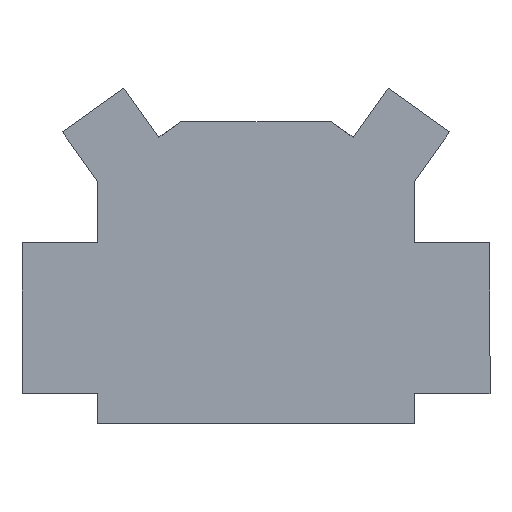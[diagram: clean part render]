
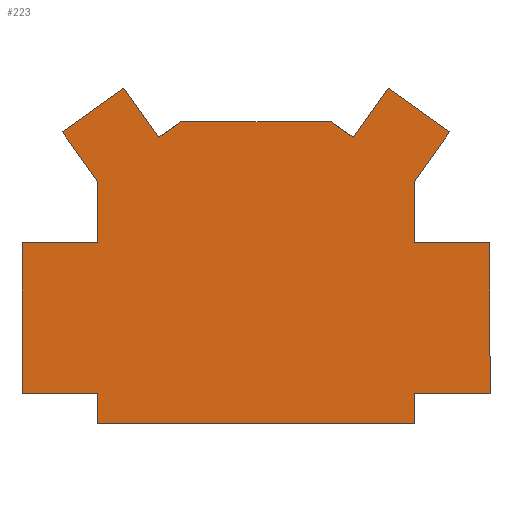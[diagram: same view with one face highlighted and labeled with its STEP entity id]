
A CAD part, front view. The second image highlights one B-rep face of the part: STEP entity #223.
In plain terms, the highlighted planar face has unit normal (0, -1, 0).
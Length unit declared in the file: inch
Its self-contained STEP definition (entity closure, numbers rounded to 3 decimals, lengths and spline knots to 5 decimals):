
#4 = ORIENTED_EDGE ( 'NONE', *, *, #145, .T. ) ;
#5 = ORIENTED_EDGE ( 'NONE', *, *, #144, .T. ) ;
#10 = ORIENTED_EDGE ( 'NONE', *, *, #158, .T. ) ;
#11 = ORIENTED_EDGE ( 'NONE', *, *, #160, .T. ) ;
#12 = ORIENTED_EDGE ( 'NONE', *, *, #149, .T. ) ;
#14 = ORIENTED_EDGE ( 'NONE', *, *, #129, .T. ) ;
#16 = ORIENTED_EDGE ( 'NONE', *, *, #151, .T. ) ;
#24 = ORIENTED_EDGE ( 'NONE', *, *, #146, .T. ) ;
#27 = ORIENTED_EDGE ( 'NONE', *, *, #148, .T. ) ;
#61 = CARTESIAN_POINT ( 'NONE',  ( -0.06429, 0., 0.0898 ) ) ;
#62 = CARTESIAN_POINT ( 'NONE',  ( -0.05, 0., 0.1 ) ) ;
#63 = CARTESIAN_POINT ( 'NONE',  ( 0.105, 0., -0.1 ) ) ;
#64 = CARTESIAN_POINT ( 'NONE',  ( 0.105, 0., -0.08 ) ) ;
#65 = CARTESIAN_POINT ( 'NONE',  ( 0.155, 0., -0.08 ) ) ;
#66 = CARTESIAN_POINT ( 'NONE',  ( 0.155, 0., 0.02 ) ) ;
#67 = CARTESIAN_POINT ( 'NONE',  ( 0.105, 0., 0.02 ) ) ;
#68 = CARTESIAN_POINT ( 'NONE',  ( 0.105, 0., 0.06077 ) ) ;
#69 = CARTESIAN_POINT ( 'NONE',  ( 0.12823, 0., 0.09333 ) ) ;
#70 = CARTESIAN_POINT ( 'NONE',  ( 0.08752, 0., 0.12237 ) ) ;
#71 = CARTESIAN_POINT ( 'NONE',  ( 0.06429, 0., 0.0898 ) ) ;
#75 = CARTESIAN_POINT ( 'NONE',  ( -0.08752, 0., 0.12237 ) ) ;
#76 = CARTESIAN_POINT ( 'NONE',  ( -0.12823, 0., 0.09333 ) ) ;
#77 = CARTESIAN_POINT ( 'NONE',  ( -0.105, 0., 0.06077 ) ) ;
#129 = EDGE_CURVE ( 'NONE', #580, #554, #556, .T. ) ;
#131 = EDGE_CURVE ( 'NONE', #580, #585, #555, .T. ) ;
#139 = EDGE_CURVE ( 'NONE', #585, #583, #589, .T. ) ;
#144 = EDGE_CURVE ( 'NONE', #554, #697, #598, .T. ) ;
#145 = EDGE_CURVE ( 'NONE', #697, #705, #600, .T. ) ;
#146 = EDGE_CURVE ( 'NONE', #705, #706, #602, .T. ) ;
#147 = EDGE_CURVE ( 'NONE', #706, #707, #604, .T. ) ;
#148 = EDGE_CURVE ( 'NONE', #707, #708, #606, .T. ) ;
#149 = EDGE_CURVE ( 'NONE', #708, #709, #608, .T. ) ;
#150 = EDGE_CURVE ( 'NONE', #709, #710, #610, .T. ) ;
#151 = EDGE_CURVE ( 'NONE', #710, #711, #612, .T. ) ;
#152 = EDGE_CURVE ( 'NONE', #711, #712, #614, .T. ) ;
#153 = EDGE_CURVE ( 'NONE', #712, #713, #616, .T. ) ;
#154 = EDGE_CURVE ( 'NONE', #702, #713, #618, .T. ) ;
#155 = EDGE_CURVE ( 'NONE', #704, #702, #573, .T. ) ;
#156 = EDGE_CURVE ( 'NONE', #703, #704, #635, .T. ) ;
#157 = EDGE_CURVE ( 'NONE', #703, #717, #638, .T. ) ;
#158 = EDGE_CURVE ( 'NONE', #717, #718, #637, .T. ) ;
#159 = EDGE_CURVE ( 'NONE', #718, #719, #640, .T. ) ;
#160 = EDGE_CURVE ( 'NONE', #719, #583, #642, .T. ) ;
#223 = ADVANCED_FACE ( 'NONE', ( #858 ), #902, .T. ) ;
#275 = ORIENTED_EDGE ( 'NONE', *, *, #152, .T. ) ;
#277 = ORIENTED_EDGE ( 'NONE', *, *, #155, .F. ) ;
#308 = CARTESIAN_POINT ( 'NONE',  ( -0.105, 0., 0. ) ) ;
#309 = DIRECTION ( 'NONE',  ( 0., 0., -1. ) ) ;
#310 = CARTESIAN_POINT ( 'NONE',  ( 0., 0., -0.1 ) ) ;
#311 = DIRECTION ( 'NONE',  ( 1., 0., 0. ) ) ;
#312 = CARTESIAN_POINT ( 'NONE',  ( 0.105, 0., 0. ) ) ;
#313 = DIRECTION ( 'NONE',  ( 0., 0., 1. ) ) ;
#314 = CARTESIAN_POINT ( 'NONE',  ( 0., 0., -0.08 ) ) ;
#315 = DIRECTION ( 'NONE',  ( 1., 0., 0. ) ) ;
#316 = CARTESIAN_POINT ( 'NONE',  ( 0.155, 0., 0. ) ) ;
#317 = DIRECTION ( 'NONE',  ( 0., 0., 1. ) ) ;
#318 = CARTESIAN_POINT ( 'NONE',  ( 0., 0., 0.02 ) ) ;
#319 = DIRECTION ( 'NONE',  ( -1., 0., 0. ) ) ;
#320 = CARTESIAN_POINT ( 'NONE',  ( 0.105, 0., 0. ) ) ;
#321 = DIRECTION ( 'NONE',  ( 0., 0., 1. ) ) ;
#322 = CARTESIAN_POINT ( 'NONE',  ( 0.105, 0., 0.06077 ) ) ;
#323 = DIRECTION ( 'NONE',  ( 0.581, 0., 0.814 ) ) ;
#355 = ORIENTED_EDGE ( 'NONE', *, *, #139, .F. ) ;
#356 = ORIENTED_EDGE ( 'NONE', *, *, #147, .T. ) ;
#359 = ORIENTED_EDGE ( 'NONE', *, *, #131, .F. ) ;
#360 = ORIENTED_EDGE ( 'NONE', *, *, #157, .T. ) ;
#361 = ORIENTED_EDGE ( 'NONE', *, *, #159, .T. ) ;
#362 = ORIENTED_EDGE ( 'NONE', *, *, #156, .F. ) ;
#363 = ORIENTED_EDGE ( 'NONE', *, *, #153, .T. ) ;
#364 = ORIENTED_EDGE ( 'NONE', *, *, #154, .F. ) ;
#365 = ORIENTED_EDGE ( 'NONE', *, *, #150, .T. ) ;
#546 = EDGE_LOOP ( 'NONE', ( #355, #359, #14, #5, #4, #24, #356, #27, #12, #365, #16, #275, #363, #364, #277, #362, #360, #10, #361, #11 ) ) ;
#554 = VERTEX_POINT ( 'NONE', #938 ) ;
#555 = LINE ( 'NONE', #694, #562 ) ;
#556 = LINE ( 'NONE', #691, #557 ) ;
#557 = VECTOR ( 'NONE', #688, 39.37008 ) ;
#562 = VECTOR ( 'NONE', #687, 39.37008 ) ;
#573 = LINE ( 'NONE', #732, #591 ) ;
#575 = CARTESIAN_POINT ( 'NONE',  ( 0., 0., 0.02 ) ) ;
#580 = VERTEX_POINT ( 'NONE', #928 ) ;
#583 = VERTEX_POINT ( 'NONE', #939 ) ;
#585 = VERTEX_POINT ( 'NONE', #940 ) ;
#589 = LINE ( 'NONE', #575, #590 ) ;
#590 = VECTOR ( 'NONE', #734, 39.37008 ) ;
#591 = VECTOR ( 'NONE', #629, 39.37008 ) ;
#598 = LINE ( 'NONE', #308, #601 ) ;
#600 = LINE ( 'NONE', #310, #603 ) ;
#601 = VECTOR ( 'NONE', #309, 39.37008 ) ;
#602 = LINE ( 'NONE', #312, #605 ) ;
#603 = VECTOR ( 'NONE', #311, 39.37008 ) ;
#604 = LINE ( 'NONE', #314, #607 ) ;
#605 = VECTOR ( 'NONE', #313, 39.37008 ) ;
#606 = LINE ( 'NONE', #316, #609 ) ;
#607 = VECTOR ( 'NONE', #315, 39.37008 ) ;
#608 = LINE ( 'NONE', #318, #611 ) ;
#609 = VECTOR ( 'NONE', #317, 39.37008 ) ;
#610 = LINE ( 'NONE', #320, #613 ) ;
#611 = VECTOR ( 'NONE', #319, 39.37008 ) ;
#612 = LINE ( 'NONE', #322, #615 ) ;
#613 = VECTOR ( 'NONE', #321, 39.37008 ) ;
#614 = LINE ( 'NONE', #622, #617 ) ;
#615 = VECTOR ( 'NONE', #323, 39.37008 ) ;
#616 = LINE ( 'NONE', #624, #619 ) ;
#617 = VECTOR ( 'NONE', #623, 39.37008 ) ;
#618 = LINE ( 'NONE', #626, #621 ) ;
#619 = VECTOR ( 'NONE', #625, 39.37008 ) ;
#621 = VECTOR ( 'NONE', #628, 39.37008 ) ;
#622 = CARTESIAN_POINT ( 'NONE',  ( 0.12823, 0., 0.09333 ) ) ;
#623 = DIRECTION ( 'NONE',  ( -0.814, 0., 0.581 ) ) ;
#624 = CARTESIAN_POINT ( 'NONE',  ( 0.08752, 0., 0.12237 ) ) ;
#625 = DIRECTION ( 'NONE',  ( -0.581, 0., -0.814 ) ) ;
#626 = CARTESIAN_POINT ( 'NONE',  ( 0.06414, 0., 0.08992 ) ) ;
#627 = CARTESIAN_POINT ( 'NONE',  ( -0.08752, 0., 0.12237 ) ) ;
#628 = DIRECTION ( 'NONE',  ( 0.814, 0., -0.581 ) ) ;
#629 = DIRECTION ( 'NONE',  ( 1., 0., 0. ) ) ;
#631 = DIRECTION ( 'NONE',  ( 0.814, 0., 0.581 ) ) ;
#633 = DIRECTION ( 'NONE',  ( -0.581, 0., 0.814 ) ) ;
#634 = CARTESIAN_POINT ( 'NONE',  ( -0.12823, 0., 0.09333 ) ) ;
#635 = LINE ( 'NONE', #736, #636 ) ;
#636 = VECTOR ( 'NONE', #631, 39.37008 ) ;
#637 = LINE ( 'NONE', #634, #641 ) ;
#638 = LINE ( 'NONE', #627, #639 ) ;
#639 = VECTOR ( 'NONE', #633, 39.37008 ) ;
#640 = LINE ( 'NONE', #672, #643 ) ;
#641 = VECTOR ( 'NONE', #671, 39.37008 ) ;
#642 = LINE ( 'NONE', #674, #645 ) ;
#643 = VECTOR ( 'NONE', #673, 39.37008 ) ;
#645 = VECTOR ( 'NONE', #675, 39.37008 ) ;
#671 = DIRECTION ( 'NONE',  ( -0.814, 0., -0.581 ) ) ;
#672 = CARTESIAN_POINT ( 'NONE',  ( -0.105, 0., 0.06077 ) ) ;
#673 = DIRECTION ( 'NONE',  ( 0.581, 0., -0.814 ) ) ;
#674 = CARTESIAN_POINT ( 'NONE',  ( -0.105, 0., 0. ) ) ;
#675 = DIRECTION ( 'NONE',  ( 0., 0., -1. ) ) ;
#687 = DIRECTION ( 'NONE',  ( 0., 0., 1. ) ) ;
#688 = DIRECTION ( 'NONE',  ( 1., 0., 0. ) ) ;
#691 = CARTESIAN_POINT ( 'NONE',  ( 0., 0., -0.08 ) ) ;
#694 = CARTESIAN_POINT ( 'NONE',  ( -0.155, 0., 0. ) ) ;
#697 = VERTEX_POINT ( 'NONE', #941 ) ;
#702 = VERTEX_POINT ( 'NONE', #907 ) ;
#703 = VERTEX_POINT ( 'NONE', #61 ) ;
#704 = VERTEX_POINT ( 'NONE', #62 ) ;
#705 = VERTEX_POINT ( 'NONE', #63 ) ;
#706 = VERTEX_POINT ( 'NONE', #64 ) ;
#707 = VERTEX_POINT ( 'NONE', #65 ) ;
#708 = VERTEX_POINT ( 'NONE', #66 ) ;
#709 = VERTEX_POINT ( 'NONE', #67 ) ;
#710 = VERTEX_POINT ( 'NONE', #68 ) ;
#711 = VERTEX_POINT ( 'NONE', #69 ) ;
#712 = VERTEX_POINT ( 'NONE', #70 ) ;
#713 = VERTEX_POINT ( 'NONE', #71 ) ;
#717 = VERTEX_POINT ( 'NONE', #75 ) ;
#718 = VERTEX_POINT ( 'NONE', #76 ) ;
#719 = VERTEX_POINT ( 'NONE', #77 ) ;
#732 = CARTESIAN_POINT ( 'NONE',  ( 0., 0., 0.1 ) ) ;
#734 = DIRECTION ( 'NONE',  ( 1., 0., 0. ) ) ;
#736 = CARTESIAN_POINT ( 'NONE',  ( -0.06414, 0., 0.08992 ) ) ;
#749 = AXIS2_PLACEMENT_3D ( 'NONE', #895, #904, #905 ) ;
#858 = FACE_OUTER_BOUND ( 'NONE', #546, .T. ) ;
#895 = CARTESIAN_POINT ( 'NONE',  ( 0., 0., 0. ) ) ;
#902 = PLANE ( 'NONE',  #749 ) ;
#904 = DIRECTION ( 'NONE',  ( 0., -1., 0. ) ) ;
#905 = DIRECTION ( 'NONE',  ( 0., 0., -1. ) ) ;
#907 = CARTESIAN_POINT ( 'NONE',  ( 0.05, 0., 0.1 ) ) ;
#928 = CARTESIAN_POINT ( 'NONE',  ( -0.155, 0., -0.08 ) ) ;
#938 = CARTESIAN_POINT ( 'NONE',  ( -0.105, 0., -0.08 ) ) ;
#939 = CARTESIAN_POINT ( 'NONE',  ( -0.105, 0., 0.02 ) ) ;
#940 = CARTESIAN_POINT ( 'NONE',  ( -0.155, 0., 0.02 ) ) ;
#941 = CARTESIAN_POINT ( 'NONE',  ( -0.105, 0., -0.1 ) ) ;
